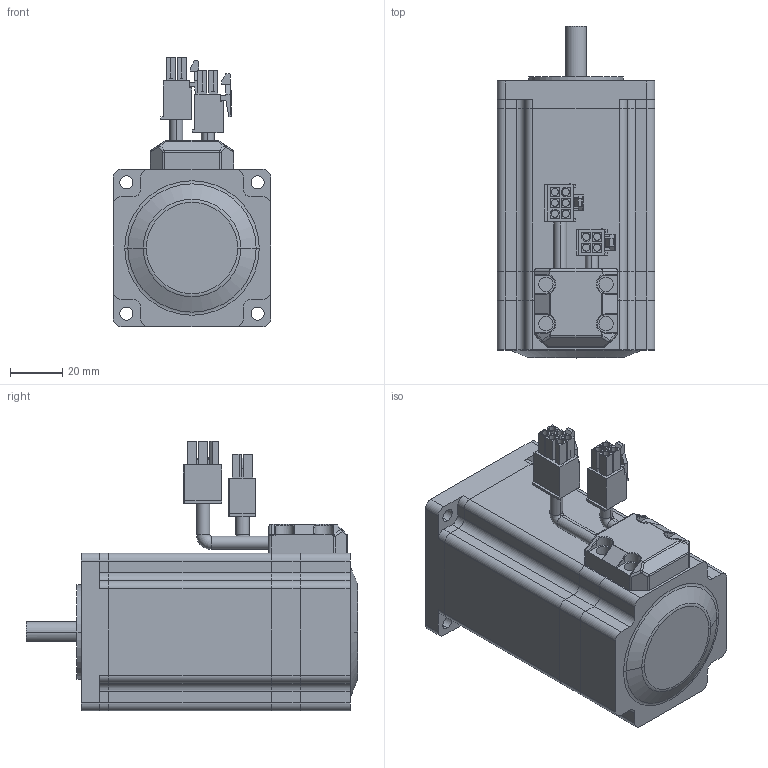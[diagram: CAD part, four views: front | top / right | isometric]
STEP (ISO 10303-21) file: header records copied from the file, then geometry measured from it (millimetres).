
FILE_DESCRIPTION((''),'2;1');
FILE_NAME('60SSD30-EC-SFFL_ASM','2021-07-01T13:27:26',('jerryzhu'),(''),'CREO PARAMETRIC BY PTC INC, 2018020','CREO PARAMETRIC BY PTC INC, 2018020','');
FILE_SCHEMA(('CONFIG_CONTROL_DESIGN'));
Length unit declared in the file: millimetre
Products named in the file (9): 60SSD-F-COVER-SFFL; 60SSD-MAGNET-30; 60SSD-B-COVER; 60SSD-END-CAP; 60SSD-SHAFT; 60SSD-WIRE-SLEEVE; PL-PLUG-4; EL-PLUG-6; 60SSD30-EC-SFFL_ASM
Assembly tree (8 placements, depth 2):
  60SSD30-EC-SFFL_ASM
    60SSD-F-COVER-SFFL
    60SSD-MAGNET-30
    60SSD-B-COVER
    60SSD-END-CAP
    60SSD-SHAFT
    60SSD-WIRE-SLEEVE
    PL-PLUG-4
    EL-PLUG-6
Bounding box: 60 x 126.5 x 102.7 mm (x, y, z)
Volume: 276441.3 mm3; surface area: 66299.3 mm2
Topology: 8 solids, 8 shells, 555 faces, 1418 edges, 920 vertices
Faces by surface type: plane 340, cylinder 171, torus 16, bspline 14, sphere 10, cone 4
Entity records: 17593 total; most frequent: CARTESIAN_POINT 3708, DIRECTION 2852, ORIENTED_EDGE 2836, EDGE_CURVE 1418, VECTOR 1000, LINE 1000, AXIS2_PLACEMENT_3D 926, VERTEX_POINT 920
